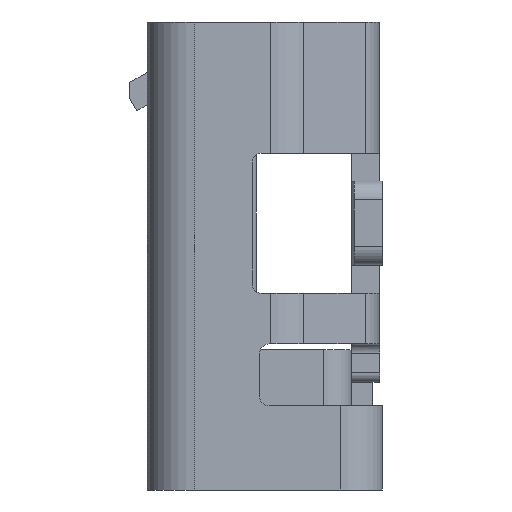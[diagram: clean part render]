
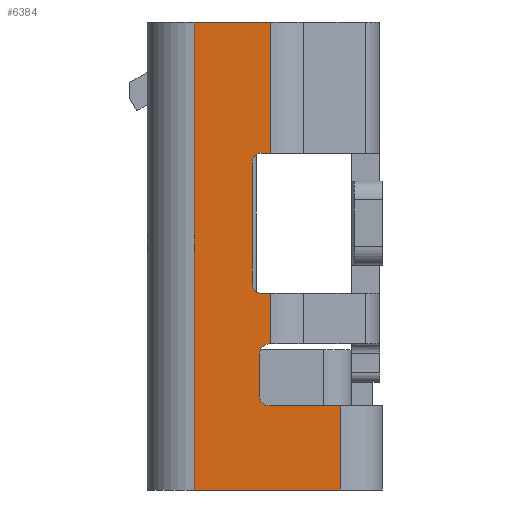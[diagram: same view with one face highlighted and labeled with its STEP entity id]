
A CAD part, left-side view. The second image highlights one B-rep face of the part: STEP entity #6384.
In plain terms, the highlighted planar face has unit normal (-1, 0, 0).
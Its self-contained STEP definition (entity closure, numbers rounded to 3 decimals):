
#525=DIRECTION('',(0.,-1.,0.));
#526=VECTOR('',#525,0.019);
#527=CARTESIAN_POINT('',(-3.76,-0.06,-3.44));
#528=LINE('',#527,#526);
#578=CARTESIAN_POINT('',(-3.76,-0.06,-4.));
#579=DIRECTION('',(1.,0.,0.));
#580=DIRECTION('',(0.,0.,-1.));
#581=AXIS2_PLACEMENT_3D('',#578,#579,#580);
#684=DIRECTION('',(0.,-1.,0.));
#685=VECTOR('',#684,0.099);
#686=CARTESIAN_POINT('',(-3.76,0.02,-1.4));
#687=LINE('',#686,#685);
#1062=DIRECTION('',(0.,-1.,0.));
#1063=VECTOR('',#1062,0.099);
#1064=CARTESIAN_POINT('',(-3.76,0.02,-2.9));
#1065=LINE('',#1064,#1063);
#1130=DIRECTION('',(0.,1.,0.));
#1131=VECTOR('',#1130,0.76);
#1132=CARTESIAN_POINT('',(-3.76,-0.82,-4.1));
#1133=LINE('',#1132,#1131);
#1372=DIRECTION('',(0.,0.,-1.));
#1373=VECTOR('',#1372,1.4);
#1374=CARTESIAN_POINT('',(-3.76,-0.079,0.));
#1375=LINE('',#1374,#1373);
#1376=DIRECTION('',(0.,0.,-1.));
#1377=VECTOR('',#1376,1.3);
#1378=CARTESIAN_POINT('',(-3.76,0.12,-1.5));
#1379=LINE('',#1378,#1377);
#1380=DIRECTION('',(0.,0.,1.));
#1381=VECTOR('',#1380,0.46);
#1382=CARTESIAN_POINT('',(-3.76,0.04,-4.));
#1383=LINE('',#1382,#1381);
#1384=DIRECTION('',(0.,0.,1.));
#1385=VECTOR('',#1384,0.9);
#1386=CARTESIAN_POINT('',(-3.76,-0.82,-5.));
#1387=LINE('',#1386,#1385);
#1388=DIRECTION('',(0.,1.,0.));
#1389=VECTOR('',#1388,1.56);
#1390=CARTESIAN_POINT('',(-3.76,-0.82,-5.));
#1391=LINE('',#1390,#1389);
#1392=DIRECTION('',(0.,0.,1.));
#1393=VECTOR('',#1392,5.);
#1394=CARTESIAN_POINT('',(-3.76,0.74,-5.));
#1395=LINE('',#1394,#1393);
#1396=DIRECTION('',(0.,-1.,0.));
#1397=VECTOR('',#1396,0.819);
#1398=CARTESIAN_POINT('',(-3.76,0.74,0.));
#1399=LINE('',#1398,#1397);
#1408=CARTESIAN_POINT('',(-3.76,0.02,-1.5));
#1409=DIRECTION('',(1.,0.,0.));
#1410=DIRECTION('',(0.,1.,0.));
#1411=AXIS2_PLACEMENT_3D('',#1408,#1409,#1410);
#1423=CARTESIAN_POINT('',(-3.76,0.02,-2.8));
#1424=DIRECTION('',(1.,0.,0.));
#1425=DIRECTION('',(0.,0.,-1.));
#1426=AXIS2_PLACEMENT_3D('',#1423,#1424,#1425);
#1428=DIRECTION('',(0.,0.,-1.));
#1429=VECTOR('',#1428,0.54);
#1430=CARTESIAN_POINT('',(-3.76,-0.079,-2.9));
#1431=LINE('',#1430,#1429);
#1440=CARTESIAN_POINT('',(-3.76,-0.06,-3.54));
#1441=DIRECTION('',(1.,0.,0.));
#1442=DIRECTION('',(0.,1.,0.));
#1443=AXIS2_PLACEMENT_3D('',#1440,#1441,#1442);
#3782=CARTESIAN_POINT('',(-3.76,0.74,0.));
#3783=VERTEX_POINT('',#3782);
#3790=CARTESIAN_POINT('',(-3.76,0.74,-5.));
#3791=VERTEX_POINT('',#3790);
#3820=CARTESIAN_POINT('',(-3.76,-0.82,-5.));
#3821=VERTEX_POINT('',#3820);
#3922=CARTESIAN_POINT('',(-3.76,-0.82,-4.1));
#3923=VERTEX_POINT('',#3922);
#4059=CARTESIAN_POINT('',(-3.76,0.04,-4.));
#4061=VERTEX_POINT('',#4059);
#4063=CARTESIAN_POINT('',(-3.76,-0.06,-4.1));
#4065=VERTEX_POINT('',#4063);
#4114=CARTESIAN_POINT('',(-3.76,0.02,-2.9));
#4115=CARTESIAN_POINT('',(-3.76,0.12,-2.8));
#4116=VERTEX_POINT('',#4114);
#4117=VERTEX_POINT('',#4115);
#4118=CARTESIAN_POINT('',(-3.76,0.04,-3.54));
#4119=CARTESIAN_POINT('',(-3.76,-0.06,-3.44));
#4120=VERTEX_POINT('',#4118);
#4121=VERTEX_POINT('',#4119);
#4130=CARTESIAN_POINT('',(-3.76,0.12,-1.5));
#4131=CARTESIAN_POINT('',(-3.76,0.02,-1.4));
#4132=VERTEX_POINT('',#4130);
#4133=VERTEX_POINT('',#4131);
#4266=CARTESIAN_POINT('',(-3.76,-0.079,0.));
#4267=VERTEX_POINT('',#4266);
#4282=CARTESIAN_POINT('',(-3.76,-0.079,-1.4));
#4283=VERTEX_POINT('',#4282);
#4300=CARTESIAN_POINT('',(-3.76,-0.079,-2.9));
#4302=VERTEX_POINT('',#4300);
#4332=CARTESIAN_POINT('',(-3.76,-0.079,-3.44));
#4334=VERTEX_POINT('',#4332);
#6354=CARTESIAN_POINT('',(-3.76,0.74,0.));
#6355=DIRECTION('',(-1.,0.,0.));
#6356=DIRECTION('',(0.,-1.,0.));
#6357=AXIS2_PLACEMENT_3D('',#6354,#6355,#6356);
#6358=PLANE('',#6357);
#6360=ORIENTED_EDGE('',*,*,#6359,.T.);
#6362=ORIENTED_EDGE('',*,*,#6361,.F.);
#6363=ORIENTED_EDGE('',*,*,#6005,.T.);
#6365=ORIENTED_EDGE('',*,*,#6364,.T.);
#6366=ORIENTED_EDGE('',*,*,#5364,.F.);
#6368=ORIENTED_EDGE('',*,*,#6367,.F.);
#6369=ORIENTED_EDGE('',*,*,#5398,.F.);
#6370=ORIENTED_EDGE('',*,*,#5432,.F.);
#6371=ORIENTED_EDGE('',*,*,#6074,.F.);
#6373=ORIENTED_EDGE('',*,*,#6372,.F.);
#6374=ORIENTED_EDGE('',*,*,#6144,.T.);
#6376=ORIENTED_EDGE('',*,*,#6375,.T.);
#6377=ORIENTED_EDGE('',*,*,#6272,.T.);
#6378=ORIENTED_EDGE('',*,*,#6349,.T.);
#6379=ORIENTED_EDGE('',*,*,#5560,.F.);
#6381=ORIENTED_EDGE('',*,*,#6380,.F.);
#6382=EDGE_LOOP('',(#6360,#6362,#6363,#6365,#6366,#6368,#6369,#6370,#6371,#6373,
#6374,#6376,#6377,#6378,#6379,#6381));
#6383=FACE_OUTER_BOUND('',#6382,.F.);
#6384=ADVANCED_FACE('',(#6383),#6358,.T.);
#582=CIRCLE('',#581,0.1);
#1412=CIRCLE('',#1411,0.1);
#1427=CIRCLE('',#1426,0.1);
#1444=CIRCLE('',#1443,0.1);
#5364=EDGE_CURVE('',#4121,#4334,#528,.T.);
#5398=EDGE_CURVE('',#4061,#4120,#1383,.T.);
#5432=EDGE_CURVE('',#4065,#4061,#582,.T.);
#5560=EDGE_CURVE('',#4133,#4283,#687,.T.);
#6005=EDGE_CURVE('',#4116,#4302,#1065,.T.);
#6074=EDGE_CURVE('',#3923,#4065,#1133,.T.);
#6144=EDGE_CURVE('',#3821,#3791,#1391,.T.);
#6272=EDGE_CURVE('',#3783,#4267,#1399,.T.);
#6349=EDGE_CURVE('',#4267,#4283,#1375,.T.);
#6359=EDGE_CURVE('',#4132,#4117,#1379,.T.);
#6361=EDGE_CURVE('',#4116,#4117,#1427,.T.);
#6364=EDGE_CURVE('',#4302,#4334,#1431,.T.);
#6367=EDGE_CURVE('',#4120,#4121,#1444,.T.);
#6372=EDGE_CURVE('',#3821,#3923,#1387,.T.);
#6375=EDGE_CURVE('',#3791,#3783,#1395,.T.);
#6380=EDGE_CURVE('',#4132,#4133,#1412,.T.);
